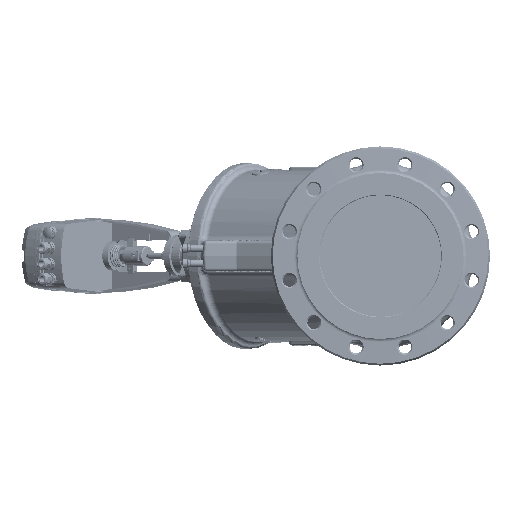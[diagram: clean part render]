
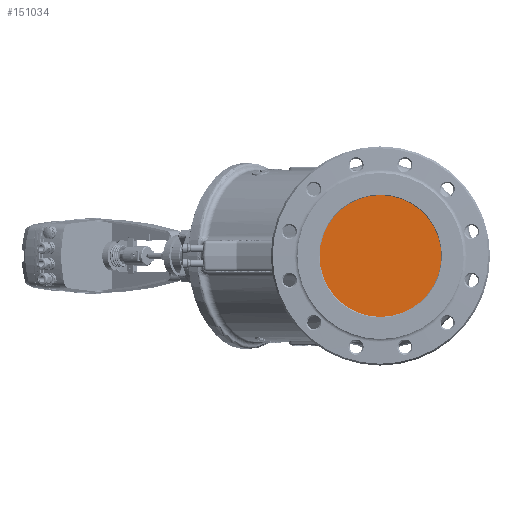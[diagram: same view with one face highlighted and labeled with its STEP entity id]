
A CAD part, left-side view. The second image highlights one B-rep face of the part: STEP entity #151034.
In plain terms, the highlighted planar face has unit normal (-1, 0, 0).
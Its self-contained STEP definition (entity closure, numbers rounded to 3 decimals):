
#6056 = AXIS2_PLACEMENT_3D ( 'NONE', #98679, #148310, #62016 ) ;
#17731 = ORIENTED_EDGE ( 'NONE', *, *, #31029, .T. ) ;
#31029 = EDGE_CURVE ( 'NONE', #139559, #58763, #151815, .T. ) ;
#39157 = CARTESIAN_POINT ( 'NONE',  ( 1., 0., 0. ) ) ;
#50643 = DIRECTION ( 'NONE',  ( 0., 0., 1. ) ) ;
#51438 = DIRECTION ( 'NONE',  ( -1., 0., 0. ) ) ;
#52634 = FACE_OUTER_BOUND ( 'NONE', #106548, .T. ) ;
#58763 = VERTEX_POINT ( 'NONE', #95725 ) ;
#62016 = DIRECTION ( 'NONE',  ( 0., 0., 1. ) ) ;
#78702 = DIRECTION ( 'NONE',  ( -1., 0., 0. ) ) ;
#95725 = CARTESIAN_POINT ( 'NONE',  ( 1., 0., -100. ) ) ;
#98679 = CARTESIAN_POINT ( 'NONE',  ( 1., 0., 0. ) ) ;
#102339 = PLANE ( 'NONE',  #151109 ) ;
#105907 = CIRCLE ( 'NONE', #113660, 100. ) ;
#106548 = EDGE_LOOP ( 'NONE', ( #17731, #109760 ) ) ;
#109760 = ORIENTED_EDGE ( 'NONE', *, *, #117640, .T. ) ;
#113660 = AXIS2_PLACEMENT_3D ( 'NONE', #39157, #51438, #50643 ) ;
#117640 = EDGE_CURVE ( 'NONE', #58763, #139559, #105907, .T. ) ;
#139559 = VERTEX_POINT ( 'NONE', #156941 ) ;
#148310 = DIRECTION ( 'NONE',  ( -1., 0., 0. ) ) ;
#151034 = ADVANCED_FACE ( 'NONE', ( #52634 ), #102339, .T. ) ;
#151109 = AXIS2_PLACEMENT_3D ( 'NONE', #152769, #78702, #151973 ) ;
#151815 = CIRCLE ( 'NONE', #6056, 100. ) ;
#151973 = DIRECTION ( 'NONE',  ( 0., 0., 1. ) ) ;
#152769 = CARTESIAN_POINT ( 'NONE',  ( 1., 0., 0. ) ) ;
#156941 = CARTESIAN_POINT ( 'NONE',  ( 1., 0., 100. ) ) ;
